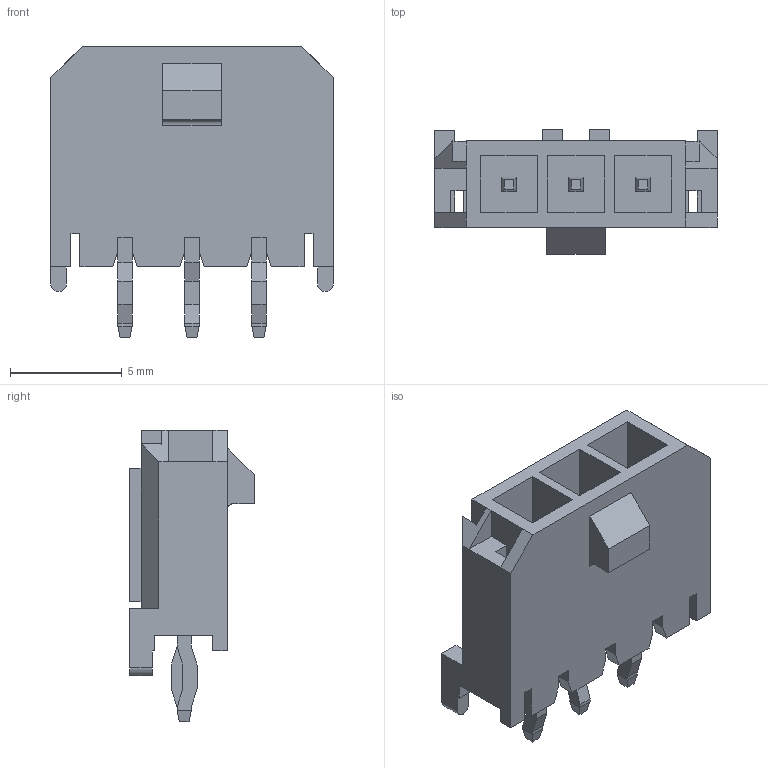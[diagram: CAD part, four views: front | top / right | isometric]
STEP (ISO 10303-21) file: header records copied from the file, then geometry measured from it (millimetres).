
FILE_DESCRIPTION(/* description */ ('Unknown'),/* implementation_level */ '2;1');
FILE_NAME(/* name */ 'J_Wurth_WR-MPC3_66200311122',/* time_stamp */ '2025-06-13T09:26:42+08:00',/* author */ ('Unknown'),/* organization */ ('Unknown'),/* preprocessor_version */ 'ST-DEVELOPER v19.4',/* originating_system */ 'Solid Edge',/* authorisation */ 'Unknown');
FILE_SCHEMA (('AUTOMOTIVE_DESIGN {1 0 10303 214 3 1 1}'));
Length unit declared in the file: millimetre
Products named in the file (2): J_Wurth_WR-MPC3_66200311122
Assembly tree (1 placements, depth 2):
  J_Wurth_WR-MPC3_66200311122
    J_Wurth_WR-MPC3_66200311122
Bounding box: 12.65 x 5.57 x 13.08 mm (x, y, z)
Volume: 302.7 mm3; surface area: 841 mm2
Topology: 1 solids, 1 shells, 236 faces, 641 edges, 408 vertices
Faces by surface type: plane 233, cylinder 3
Entity records: 8918 total; most frequent: CARTESIAN_POINT 1287, ORIENTED_EDGE 1282, DIRECTION 1123, EDGE_CURVE 641, LINE 635, VECTOR 635, VERTEX_POINT 408, EDGE_LOOP 245
